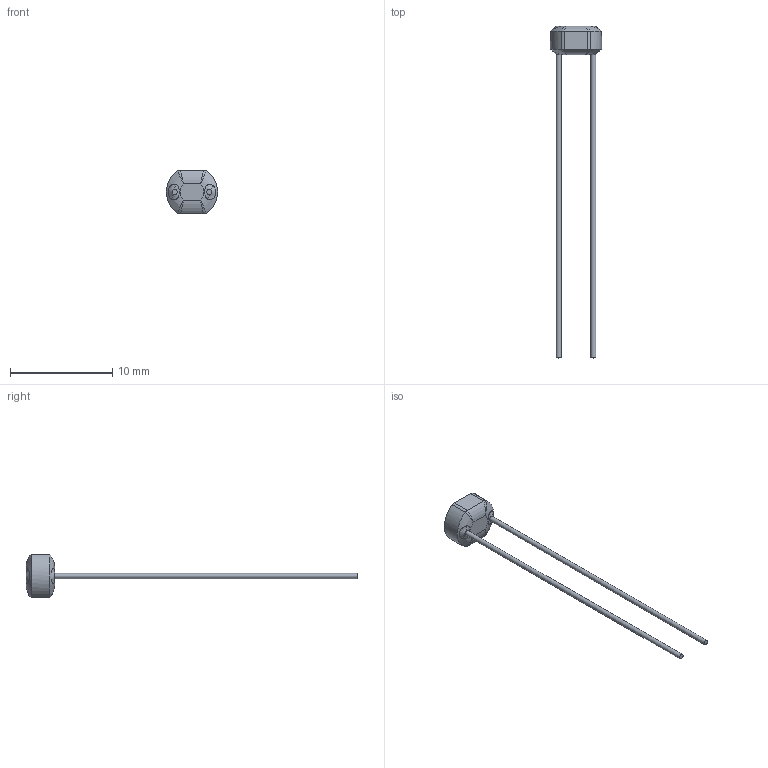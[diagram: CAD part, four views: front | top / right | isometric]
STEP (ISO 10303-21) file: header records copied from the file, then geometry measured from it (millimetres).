
FILE_DESCRIPTION(/* description */ (''),/* implementation_level */ '2;1');
FILE_NAME(/* name */ 'LDR_5mm_photoresistor.step',/* time_stamp */ '2024-01-04T23:49:09+03:00',/* author */ (''),/* organization */ (''),/* preprocessor_version */ 'ST-DEVELOPER v20',/* originating_system */ 'Autodesk Translation Framework v12.14.0.127',/* authorisation */ '');
FILE_SCHEMA (('AUTOMOTIVE_DESIGN { 1 0 10303 214 3 1 1 }'));
Length unit declared in the file: millimetre
Products named in the file (1): 5528
Bounding box: 5 x 32.5 x 4.3 mm (x, y, z)
Volume: 57.8 mm3; surface area: 251.1 mm2
Topology: 5 solids, 5 shells, 52 faces, 150 edges, 100 vertices
Faces by surface type: bspline 20, cylinder 18, plane 14
Full cylindrical faces by diameter (mm): 0.5 x8
Entity records: 3310 total; most frequent: CARTESIAN_POINT 1932, ORIENTED_EDGE 284, DIRECTION 264, EDGE_CURVE 142, AXIS2_PLACEMENT_3D 111, VERTEX_POINT 100, EDGE_LOOP 64, CIRCLE 62
